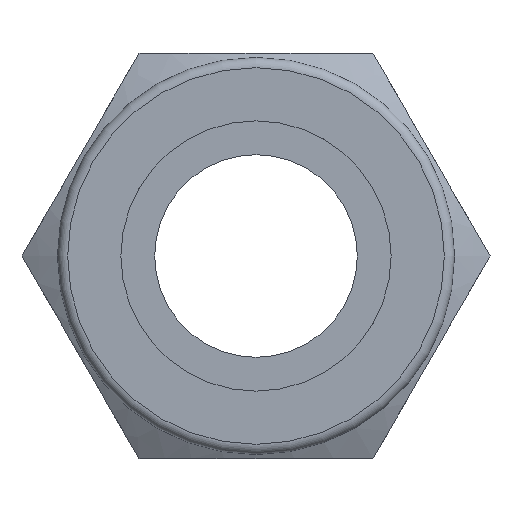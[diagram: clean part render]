
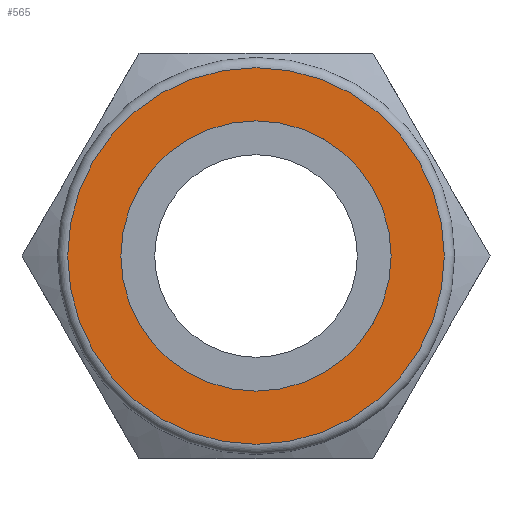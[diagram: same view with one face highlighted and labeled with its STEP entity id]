
A CAD part, front view. The second image highlights one B-rep face of the part: STEP entity #565.
In plain terms, the highlighted planar face has unit normal (0, -1, 0).
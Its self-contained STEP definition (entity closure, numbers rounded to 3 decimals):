
#16=FACE_BOUND('',#103,.T.);
#28=PLANE('',#628);
#68=FACE_OUTER_BOUND('',#102,.T.);
#102=EDGE_LOOP('',(#515));
#103=EDGE_LOOP('',(#516));
#128=CIRCLE('',#606,4.6);
#133=CIRCLE('',#616,3.3);
#248=VERTEX_POINT('',#1239);
#267=VERTEX_POINT('',#1528);
#312=EDGE_CURVE('',#248,#248,#128,.T.);
#338=EDGE_CURVE('',#267,#267,#133,.T.);
#515=ORIENTED_EDGE('',*,*,#312,.F.);
#516=ORIENTED_EDGE('',*,*,#338,.T.);
#565=ADVANCED_FACE('',(#68,#16),#28,.F.);
#606=AXIS2_PLACEMENT_3D('',#1241,#693,#694);
#616=AXIS2_PLACEMENT_3D('',#1529,#716,#717);
#628=AXIS2_PLACEMENT_3D('',#2338,#747,#748);
#693=DIRECTION('center_axis',(0.,1.,0.));
#694=DIRECTION('ref_axis',(0.,0.,1.));
#716=DIRECTION('center_axis',(0.,1.,0.));
#717=DIRECTION('ref_axis',(0.,0.,1.));
#747=DIRECTION('center_axis',(0.,1.,0.));
#748=DIRECTION('ref_axis',(0.,0.,1.));
#1239=CARTESIAN_POINT('',(0.,-3.4,-4.6));
#1241=CARTESIAN_POINT('Origin',(0.,-3.4,0.));
#1528=CARTESIAN_POINT('',(0.,-3.4,-3.3));
#1529=CARTESIAN_POINT('Origin',(0.,-3.4,0.));
#2338=CARTESIAN_POINT('Origin',(4.6,-3.4,0.));
